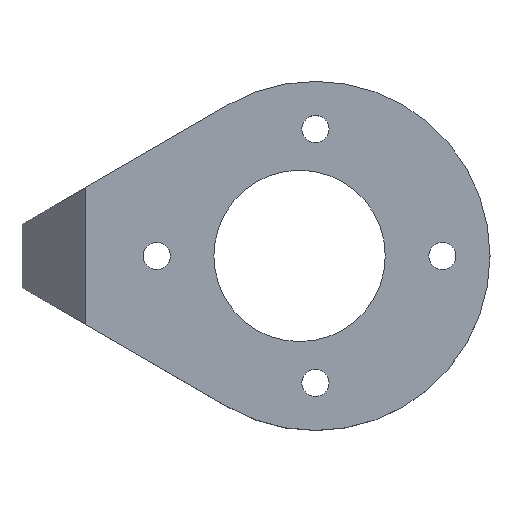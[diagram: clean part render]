
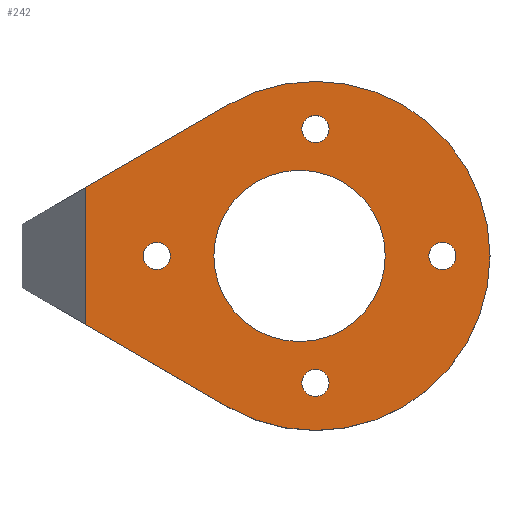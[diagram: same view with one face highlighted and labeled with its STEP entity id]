
A CAD part, top view. The second image highlights one B-rep face of the part: STEP entity #242.
In plain terms, the highlighted planar face has unit normal (0, 0, 1).
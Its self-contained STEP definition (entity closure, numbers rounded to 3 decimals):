
#21=FACE_BOUND('',#55,.T.);
#22=FACE_BOUND('',#56,.T.);
#23=FACE_BOUND('',#57,.T.);
#24=FACE_BOUND('',#58,.T.);
#25=FACE_BOUND('',#59,.T.);
#32=PLANE('',#287);
#43=FACE_OUTER_BOUND('',#54,.T.);
#54=EDGE_LOOP('',(#197,#198,#199,#200));
#55=EDGE_LOOP('',(#201,#202));
#56=EDGE_LOOP('',(#203,#204));
#57=EDGE_LOOP('',(#205,#206));
#58=EDGE_LOOP('',(#207,#208));
#59=EDGE_LOOP('',(#209));
#74=LINE('',#440,#88);
#77=LINE('',#446,#91);
#78=LINE('',#449,#92);
#88=VECTOR('',#343,10.);
#91=VECTOR('',#348,10.);
#92=VECTOR('',#351,10.);
#97=CIRCLE('',#268,0.856);
#98=CIRCLE('',#269,0.856);
#100=CIRCLE('',#272,0.856);
#101=CIRCLE('',#273,0.856);
#103=CIRCLE('',#276,0.856);
#104=CIRCLE('',#277,0.856);
#106=CIRCLE('',#280,0.856);
#107=CIRCLE('',#281,0.856);
#109=CIRCLE('',#283,5.4);
#112=CIRCLE('',#288,11.);
#116=VERTEX_POINT('',#372);
#117=VERTEX_POINT('',#373);
#119=VERTEX_POINT('',#380);
#120=VERTEX_POINT('',#381);
#122=VERTEX_POINT('',#388);
#123=VERTEX_POINT('',#389);
#125=VERTEX_POINT('',#396);
#126=VERTEX_POINT('',#397);
#128=VERTEX_POINT('',#430);
#131=VERTEX_POINT('',#437);
#132=VERTEX_POINT('',#439);
#134=VERTEX_POINT('',#445);
#135=VERTEX_POINT('',#447);
#138=EDGE_CURVE('',#116,#117,#97,.T.);
#139=EDGE_CURVE('',#117,#116,#98,.T.);
#142=EDGE_CURVE('',#119,#120,#100,.T.);
#143=EDGE_CURVE('',#120,#119,#101,.T.);
#146=EDGE_CURVE('',#122,#123,#103,.T.);
#147=EDGE_CURVE('',#123,#122,#104,.T.);
#150=EDGE_CURVE('',#125,#126,#106,.T.);
#151=EDGE_CURVE('',#126,#125,#107,.T.);
#154=EDGE_CURVE('',#128,#128,#109,.T.);
#158=EDGE_CURVE('',#131,#132,#74,.T.);
#161=EDGE_CURVE('',#131,#134,#77,.T.);
#162=EDGE_CURVE('',#134,#135,#112,.T.);
#163=EDGE_CURVE('',#135,#132,#78,.T.);
#197=ORIENTED_EDGE('',*,*,#158,.F.);
#198=ORIENTED_EDGE('',*,*,#161,.T.);
#199=ORIENTED_EDGE('',*,*,#162,.T.);
#200=ORIENTED_EDGE('',*,*,#163,.T.);
#201=ORIENTED_EDGE('',*,*,#138,.T.);
#202=ORIENTED_EDGE('',*,*,#139,.T.);
#203=ORIENTED_EDGE('',*,*,#142,.T.);
#204=ORIENTED_EDGE('',*,*,#143,.T.);
#205=ORIENTED_EDGE('',*,*,#146,.T.);
#206=ORIENTED_EDGE('',*,*,#147,.T.);
#207=ORIENTED_EDGE('',*,*,#150,.T.);
#208=ORIENTED_EDGE('',*,*,#151,.T.);
#209=ORIENTED_EDGE('',*,*,#154,.T.);
#242=ADVANCED_FACE('',(#43,#21,#22,#23,#24,#25),#32,.T.);
#268=AXIS2_PLACEMENT_3D('',#374,#300,#301);
#269=AXIS2_PLACEMENT_3D('',#375,#302,#303);
#272=AXIS2_PLACEMENT_3D('',#382,#309,#310);
#273=AXIS2_PLACEMENT_3D('',#383,#311,#312);
#276=AXIS2_PLACEMENT_3D('',#390,#318,#319);
#277=AXIS2_PLACEMENT_3D('',#391,#320,#321);
#280=AXIS2_PLACEMENT_3D('',#398,#327,#328);
#281=AXIS2_PLACEMENT_3D('',#399,#329,#330);
#283=AXIS2_PLACEMENT_3D('',#431,#334,#335);
#287=AXIS2_PLACEMENT_3D('',#444,#346,#347);
#288=AXIS2_PLACEMENT_3D('',#448,#349,#350);
#300=DIRECTION('center_axis',(0.,0.,-1.));
#301=DIRECTION('ref_axis',(1.,0.,0.));
#302=DIRECTION('center_axis',(0.,0.,-1.));
#303=DIRECTION('ref_axis',(1.,0.,0.));
#309=DIRECTION('center_axis',(0.,0.,-1.));
#310=DIRECTION('ref_axis',(1.,0.,0.));
#311=DIRECTION('center_axis',(0.,0.,-1.));
#312=DIRECTION('ref_axis',(1.,0.,0.));
#318=DIRECTION('center_axis',(0.,0.,-1.));
#319=DIRECTION('ref_axis',(1.,0.,0.));
#320=DIRECTION('center_axis',(0.,0.,-1.));
#321=DIRECTION('ref_axis',(1.,0.,0.));
#327=DIRECTION('center_axis',(0.,0.,-1.));
#328=DIRECTION('ref_axis',(1.,0.,0.));
#329=DIRECTION('center_axis',(0.,0.,-1.));
#330=DIRECTION('ref_axis',(1.,0.,0.));
#334=DIRECTION('center_axis',(0.,0.,-1.));
#335=DIRECTION('ref_axis',(-1.,0.,0.));
#343=DIRECTION('',(0.,1.,0.));
#346=DIRECTION('center_axis',(0.,0.,1.));
#347=DIRECTION('ref_axis',(1.,0.,0.));
#348=DIRECTION('',(0.865,-0.501,0.));
#349=DIRECTION('center_axis',(0.,0.,1.));
#350=DIRECTION('ref_axis',(-0.501,-0.865,0.));
#351=DIRECTION('',(-0.865,-0.501,0.));
#372=CARTESIAN_POINT('',(6.151,-8.,4.));
#373=CARTESIAN_POINT('',(4.438,-8.,4.));
#374=CARTESIAN_POINT('Origin',(5.295,-8.,4.));
#375=CARTESIAN_POINT('Origin',(5.295,-8.,4.));
#380=CARTESIAN_POINT('',(-3.849,0.,4.));
#381=CARTESIAN_POINT('',(-5.562,0.,4.));
#382=CARTESIAN_POINT('Origin',(-4.705,0.,4.));
#383=CARTESIAN_POINT('Origin',(-4.705,0.,4.));
#388=CARTESIAN_POINT('',(6.151,8.,4.));
#389=CARTESIAN_POINT('',(4.438,8.,4.));
#390=CARTESIAN_POINT('Origin',(5.295,8.,4.));
#391=CARTESIAN_POINT('Origin',(5.295,8.,4.));
#396=CARTESIAN_POINT('',(14.151,0.,4.));
#397=CARTESIAN_POINT('',(12.438,0.,4.));
#398=CARTESIAN_POINT('Origin',(13.295,0.,4.));
#399=CARTESIAN_POINT('Origin',(13.295,0.,4.));
#430=CARTESIAN_POINT('',(9.695,0.,4.));
#431=CARTESIAN_POINT('Origin',(4.295,0.,4.));
#437=CARTESIAN_POINT('',(-9.196,-4.317,4.));
#439=CARTESIAN_POINT('',(-9.196,4.317,4.));
#440=CARTESIAN_POINT('',(-9.196,1.,4.));
#444=CARTESIAN_POINT('Origin',(1.549,0.,4.));
#445=CARTESIAN_POINT('',(-0.22,-9.518,4.));
#446=CARTESIAN_POINT('',(-13.196,-2.,4.));
#447=CARTESIAN_POINT('',(-0.22,9.518,4.));
#448=CARTESIAN_POINT('Origin',(5.295,0.,4.));
#449=CARTESIAN_POINT('',(-0.22,9.518,4.));
